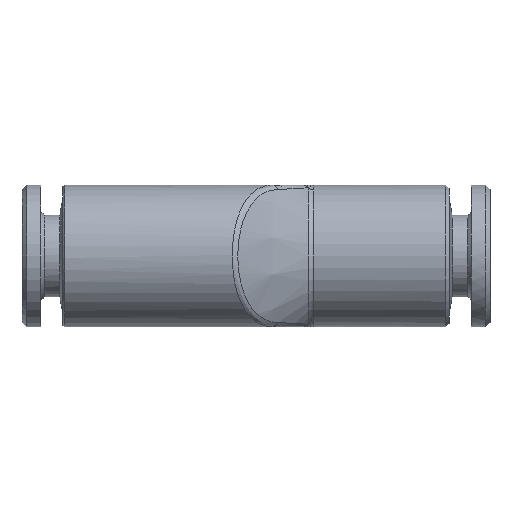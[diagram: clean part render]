
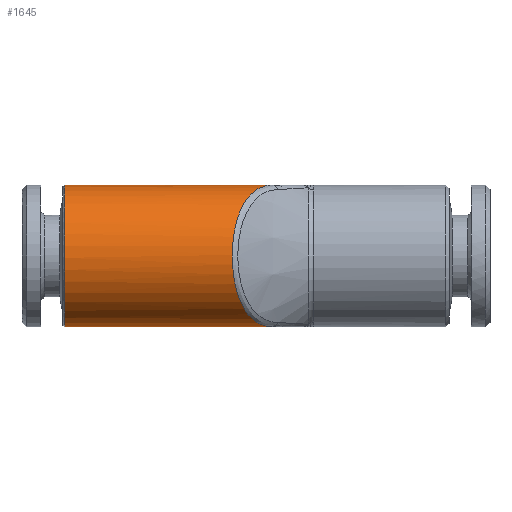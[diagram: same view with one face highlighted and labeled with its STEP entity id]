
A CAD part, left-side view. The second image highlights one B-rep face of the part: STEP entity #1645.
In plain terms, the highlighted cylindrical face has radius 4.5 mm (diameter 9 mm), a partial arc.
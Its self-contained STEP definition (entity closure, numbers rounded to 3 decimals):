
#79=LINE('',#4290,#115);
#92=LINE('',#4703,#128);
#100=LINE('',#4885,#136);
#101=LINE('',#4887,#137);
#115=VECTOR('',#1943,1000.);
#128=VECTOR('',#2004,1000.);
#136=VECTOR('',#2050,1000.);
#137=VECTOR('',#2053,1000.);
#171=CYLINDRICAL_SURFACE('',#1824,4.5);
#217=B_SPLINE_CURVE_WITH_KNOTS('',3,(#3035,#3036,#3037,#3038,#3039,#3040,
#3041,#3042,#3043,#3044,#3045,#3046,#3047,#3048,#3049,#3050,#3051,#3052,
#3053),.UNSPECIFIED.,.F.,.F.,(4,1,1,1,1,1,1,1,1,1,1,1,1,1,1,1,4),(0.,0.125,
0.188,0.219,0.25,0.281,0.313,0.375,0.5,0.625,0.688,0.719,0.75,
0.781,0.813,0.875,1.),.UNSPECIFIED.);
#241=B_SPLINE_CURVE_WITH_KNOTS('',3,(#4273,#4274,#4275,#4276),
 .UNSPECIFIED.,.F.,.F.,(4,4),(0.,1.),.UNSPECIFIED.);
#246=B_SPLINE_CURVE_WITH_KNOTS('',3,(#4379,#4380,#4381,#4382),
 .UNSPECIFIED.,.F.,.F.,(4,4),(0.,1.),.UNSPECIFIED.);
#249=B_SPLINE_CURVE_WITH_KNOTS('',3,(#4484,#4485,#4486,#4487,#4488,#4489,
#4490,#4491,#4492,#4493,#4494,#4495),.UNSPECIFIED.,.F.,.F.,(4,1,1,1,1,1,
1,1,1,4),(0.,0.125,0.188,0.25,0.313,0.375,0.5,0.625,0.75,1.),
 .UNSPECIFIED.);
#256=B_SPLINE_CURVE_WITH_KNOTS('',3,(#4648,#4649,#4650,#4651),
 .UNSPECIFIED.,.F.,.F.,(4,4),(0.,1.),.UNSPECIFIED.);
#260=B_SPLINE_CURVE_WITH_KNOTS('',3,(#4778,#4779,#4780,#4781),
 .UNSPECIFIED.,.F.,.F.,(4,4),(0.,1.),.UNSPECIFIED.);
#264=B_SPLINE_CURVE_WITH_KNOTS('',3,(#4858,#4859,#4860,#4861,#4862,#4863,
#4864,#4865,#4866,#4867,#4868,#4869),.UNSPECIFIED.,.F.,.F.,(4,1,1,1,1,1,
1,1,1,4),(0.,0.25,0.375,0.5,0.625,0.688,0.75,0.813,0.875,1.),
 .UNSPECIFIED.);
#693=ORIENTED_EDGE('',*,*,#962,.F.);
#694=ORIENTED_EDGE('',*,*,#887,.F.);
#695=ORIENTED_EDGE('',*,*,#897,.T.);
#696=ORIENTED_EDGE('',*,*,#909,.T.);
#697=ORIENTED_EDGE('',*,*,#914,.T.);
#698=ORIENTED_EDGE('',*,*,#921,.T.);
#699=ORIENTED_EDGE('',*,*,#819,.T.);
#700=ORIENTED_EDGE('',*,*,#920,.F.);
#701=ORIENTED_EDGE('',*,*,#871,.T.);
#702=ORIENTED_EDGE('',*,*,#862,.T.);
#703=ORIENTED_EDGE('',*,*,#850,.T.);
#704=ORIENTED_EDGE('',*,*,#845,.F.);
#819=EDGE_CURVE('',#1027,#1034,#217,.T.);
#845=EDGE_CURVE('',#1001,#1043,#241,.F.);
#850=EDGE_CURVE('',#1045,#1043,#79,.T.);
#862=EDGE_CURVE('',#1051,#1045,#246,.T.);
#871=EDGE_CURVE('',#1057,#1051,#249,.T.);
#887=EDGE_CURVE('',#1065,#1000,#256,.F.);
#897=EDGE_CURVE('',#1065,#1070,#92,.T.);
#909=EDGE_CURVE('',#1070,#1076,#260,.T.);
#914=EDGE_CURVE('',#1076,#1078,#264,.T.);
#920=EDGE_CURVE('',#1057,#1034,#100,.T.);
#921=EDGE_CURVE('',#1078,#1027,#101,.T.);
#962=EDGE_CURVE('',#1000,#1001,#1200,.T.);
#1000=VERTEX_POINT('',#2331);
#1001=VERTEX_POINT('',#2333);
#1027=VERTEX_POINT('',#2742);
#1034=VERTEX_POINT('',#3034);
#1043=VERTEX_POINT('',#4277);
#1045=VERTEX_POINT('',#4287);
#1051=VERTEX_POINT('',#4373);
#1057=VERTEX_POINT('',#4496);
#1065=VERTEX_POINT('',#4652);
#1070=VERTEX_POINT('',#4702);
#1076=VERTEX_POINT('',#4777);
#1078=VERTEX_POINT('',#4857);
#1200=CIRCLE('',#1825,4.5);
#1337=EDGE_LOOP('',(#693,#694,#695,#696,#697,#698,#699,#700,#701,#702,#703,
#704));
#1493=FACE_BOUND('',#1337,.T.);
#1645=ADVANCED_FACE('',(#1493),#171,.T.);
#1824=AXIS2_PLACEMENT_3D('',#5003,#2185,#2186);
#1825=AXIS2_PLACEMENT_3D('',#5004,#2187,#2188);
#1943=DIRECTION('',(0.,1.,0.));
#2004=DIRECTION('',(0.,-1.,0.));
#2050=DIRECTION('',(0.,-1.,0.));
#2053=DIRECTION('',(0.,-1.,0.));
#2185=DIRECTION('',(0.,-1.,0.));
#2186=DIRECTION('',(0.,0.,-1.));
#2187=DIRECTION('',(0.,1.,0.));
#2188=DIRECTION('',(0.,0.,-1.));
#2331=CARTESIAN_POINT('',(-1.017,25.4,-2.513));
#2333=CARTESIAN_POINT('',(-1.017,25.4,2.513));
#2742=CARTESIAN_POINT('',(-4.75,12.217,-4.5));
#3034=CARTESIAN_POINT('',(-4.75,12.217,4.5));
#3035=CARTESIAN_POINT('',(-4.75,12.217,-4.5));
#3036=CARTESIAN_POINT('',(-5.332,12.612,-4.5));
#3037=CARTESIAN_POINT('',(-6.185,13.136,-4.327));
#3038=CARTESIAN_POINT('',(-7.042,13.619,-3.89));
#3039=CARTESIAN_POINT('',(-7.493,13.864,-3.574));
#3040=CARTESIAN_POINT('',(-7.782,14.018,-3.335));
#3041=CARTESIAN_POINT('',(-8.132,14.2,-2.982));
#3042=CARTESIAN_POINT('',(-8.515,14.395,-2.498));
#3043=CARTESIAN_POINT('',(-9.058,14.665,-1.543));
#3044=CARTESIAN_POINT('',(-9.375,14.817,-0.018));
#3045=CARTESIAN_POINT('',(-9.067,14.669,1.521));
#3046=CARTESIAN_POINT('',(-8.525,14.4,2.482));
#3047=CARTESIAN_POINT('',(-8.143,14.206,2.97));
#3048=CARTESIAN_POINT('',(-7.793,14.024,3.325));
#3049=CARTESIAN_POINT('',(-7.503,13.87,3.566));
#3050=CARTESIAN_POINT('',(-7.052,13.624,3.885));
#3051=CARTESIAN_POINT('',(-6.192,13.14,4.326));
#3052=CARTESIAN_POINT('',(-5.334,12.614,4.5));
#3053=CARTESIAN_POINT('',(-4.75,12.217,4.5));
#4273=CARTESIAN_POINT('',(-1.15,24.793,2.7));
#4274=CARTESIAN_POINT('',(-1.15,25.013,2.7));
#4275=CARTESIAN_POINT('',(-1.099,25.227,2.634));
#4276=CARTESIAN_POINT('',(-1.019,25.4,2.515));
#4277=CARTESIAN_POINT('',(-1.15,24.793,2.7));
#4287=CARTESIAN_POINT('',(-1.15,18.789,2.7));
#4290=CARTESIAN_POINT('',(-1.15,18.5,2.7));
#4373=CARTESIAN_POINT('',(-2.788,17.923,4.05));
#4379=CARTESIAN_POINT('',(-2.788,17.923,4.05));
#4380=CARTESIAN_POINT('',(-2.188,18.109,3.759));
#4381=CARTESIAN_POINT('',(-1.607,18.398,3.309));
#4382=CARTESIAN_POINT('',(-1.15,18.789,2.7));
#4484=CARTESIAN_POINT('',(-4.75,17.057,4.5));
#4485=CARTESIAN_POINT('',(-4.638,17.112,4.5));
#4486=CARTESIAN_POINT('',(-4.495,17.183,4.494));
#4487=CARTESIAN_POINT('',(-4.337,17.261,4.481));
#4488=CARTESIAN_POINT('',(-4.268,17.295,4.475));
#4489=CARTESIAN_POINT('',(-4.114,17.37,4.456));
#4490=CARTESIAN_POINT('',(-3.948,17.449,4.429));
#4491=CARTESIAN_POINT('',(-3.771,17.532,4.395));
#4492=CARTESIAN_POINT('',(-3.49,17.658,4.323));
#4493=CARTESIAN_POINT('',(-3.208,17.777,4.233));
#4494=CARTESIAN_POINT('',(-2.939,17.876,4.123));
#4495=CARTESIAN_POINT('',(-2.788,17.923,4.05));
#4496=CARTESIAN_POINT('',(-4.75,17.057,4.5));
#4648=CARTESIAN_POINT('',(-1.019,25.4,-2.515));
#4649=CARTESIAN_POINT('',(-1.098,25.228,-2.634));
#4650=CARTESIAN_POINT('',(-1.15,25.013,-2.7));
#4651=CARTESIAN_POINT('',(-1.15,24.793,-2.7));
#4652=CARTESIAN_POINT('',(-1.15,24.793,-2.7));
#4702=CARTESIAN_POINT('',(-1.15,18.789,-2.7));
#4703=CARTESIAN_POINT('',(-1.15,18.5,-2.7));
#4777=CARTESIAN_POINT('',(-2.788,17.923,-4.05));
#4778=CARTESIAN_POINT('',(-1.15,18.789,-2.7));
#4779=CARTESIAN_POINT('',(-1.607,18.398,-3.309));
#4780=CARTESIAN_POINT('',(-2.188,18.109,-3.759));
#4781=CARTESIAN_POINT('',(-2.788,17.923,-4.05));
#4857=CARTESIAN_POINT('',(-4.75,17.057,-4.5));
#4858=CARTESIAN_POINT('',(-2.788,17.923,-4.05));
#4859=CARTESIAN_POINT('',(-2.939,17.876,-4.123));
#4860=CARTESIAN_POINT('',(-3.208,17.777,-4.233));
#4861=CARTESIAN_POINT('',(-3.49,17.658,-4.323));
#4862=CARTESIAN_POINT('',(-3.771,17.532,-4.395));
#4863=CARTESIAN_POINT('',(-3.948,17.449,-4.429));
#4864=CARTESIAN_POINT('',(-4.114,17.37,-4.456));
#4865=CARTESIAN_POINT('',(-4.268,17.295,-4.475));
#4866=CARTESIAN_POINT('',(-4.339,17.26,-4.481));
#4867=CARTESIAN_POINT('',(-4.497,17.182,-4.494));
#4868=CARTESIAN_POINT('',(-4.639,17.112,-4.5));
#4869=CARTESIAN_POINT('',(-4.75,17.057,-4.5));
#4885=CARTESIAN_POINT('',(-4.75,18.5,4.5));
#4887=CARTESIAN_POINT('',(-4.75,18.5,-4.5));
#5003=CARTESIAN_POINT('',(-4.75,18.5,0.));
#5004=CARTESIAN_POINT('',(-4.75,25.4,0.));
